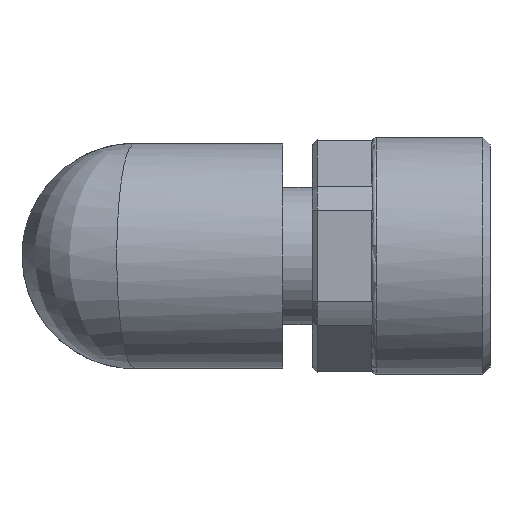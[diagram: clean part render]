
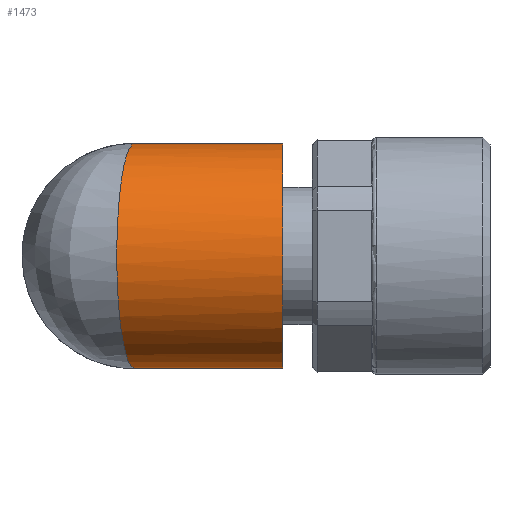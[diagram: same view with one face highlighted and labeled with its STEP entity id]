
A CAD part, left-side view. The second image highlights one B-rep face of the part: STEP entity #1473.
In plain terms, the highlighted cylindrical face has radius 4.75 mm (diameter 9.5 mm), a full revolution.
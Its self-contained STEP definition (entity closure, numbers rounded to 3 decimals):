
#1426=CARTESIAN_POINT('',(-1.275,0.0,4.75));
#1427=VERTEX_POINT('',#1426);
#1428=CARTESIAN_POINT('',(-1.275,0.0,-4.75));
#1429=VERTEX_POINT('',#1428);
#1437=CARTESIAN_POINT('',(-1.275,0.0,0.0));
#1438=DIRECTION('',(0.156,0.988,0.0));
#1439=DIRECTION('',(-0.988,0.156,0.0));
#1440=AXIS2_PLACEMENT_3D('',#1437,#1438,#1439);
#1441=ELLIPSE('',#1440,4.809,4.75);
#1442=EDGE_CURVE('',#1429,#1427,#1441,.T.);
#1447=CARTESIAN_POINT('',(-1.275,0.0,0.0));
#1448=DIRECTION('',(0.0,-1.0,0.0));
#1449=DIRECTION('',(1.0,0.0,0.0));
#1450=AXIS2_PLACEMENT_3D('',#1447,#1448,#1449);
#1451=CYLINDRICAL_SURFACE('',#1450,4.75);
#1452=ORIENTED_EDGE('',*,*,#1442,.F.);
#1453=CARTESIAN_POINT('',(-1.275,0.0,0.0));
#1454=DIRECTION('',(0.707,0.707,0.0));
#1455=DIRECTION('',(0.707,-0.707,0.0));
#1456=AXIS2_PLACEMENT_3D('',#1453,#1454,#1455);
#1457=ELLIPSE('',#1456,6.718,4.75);
#1458=EDGE_CURVE('',#1427,#1429,#1457,.T.);
#1459=ORIENTED_EDGE('',*,*,#1458,.F.);
#1460=EDGE_LOOP('',(#1452,#1459));
#1461=FACE_OUTER_BOUND('',#1460,.T.);
#1462=CARTESIAN_POINT('',(3.475,-6.25,0.));
#1463=VERTEX_POINT('',#1462);
#1464=CARTESIAN_POINT('',(-1.275,-6.25,0.0));
#1465=DIRECTION('',(0.0,1.0,0.0));
#1466=DIRECTION('',(-1.0,0.0,0.0));
#1467=AXIS2_PLACEMENT_3D('',#1464,#1465,#1466);
#1468=CIRCLE('',#1467,4.75);
#1469=EDGE_CURVE('',#1463,#1463,#1468,.T.);
#1470=ORIENTED_EDGE('',*,*,#1469,.T.);
#1471=EDGE_LOOP('',(#1470));
#1472=FACE_BOUND('',#1471,.T.);
#1473=ADVANCED_FACE('',(#1461,#1472),#1451,.T.);
